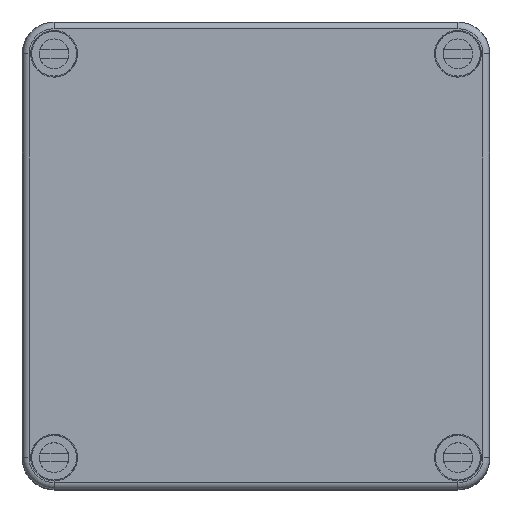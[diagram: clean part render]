
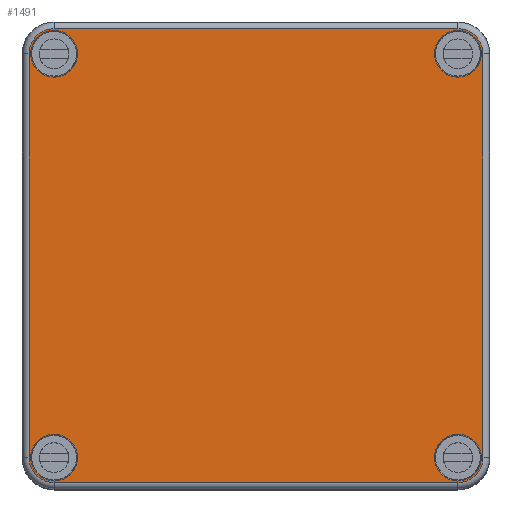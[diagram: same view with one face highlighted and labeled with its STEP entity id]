
A CAD part, top view. The second image highlights one B-rep face of the part: STEP entity #1491.
In plain terms, the highlighted planar face has unit normal (0, 0, 1).
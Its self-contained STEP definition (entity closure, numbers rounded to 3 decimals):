
#1491 = ADVANCED_FACE( '', ( #3201, #3202, #3203, #3204, #3205 ), #3206, .F. );
#3201 = FACE_BOUND( '', #5040, .T. );
#3202 = FACE_BOUND( '', #5041, .T. );
#3203 = FACE_BOUND( '', #5042, .T. );
#3204 = FACE_BOUND( '', #5043, .T. );
#3205 = FACE_OUTER_BOUND( '', #5044, .T. );
#3206 = PLANE( '', #5045 );
#5040 = EDGE_LOOP( '', ( #9071 ) );
#5041 = EDGE_LOOP( '', ( #9072 ) );
#5042 = EDGE_LOOP( '', ( #9073 ) );
#5043 = EDGE_LOOP( '', ( #9074 ) );
#5044 = EDGE_LOOP( '', ( #9075, #9076, #9077, #9078, #9079, #9080, #9081, #9082 ) );
#5045 = AXIS2_PLACEMENT_3D( '', #9083, #9084, #9085 );
#9071 = ORIENTED_EDGE( '', *, *, #11120, .F. );
#9072 = ORIENTED_EDGE( '', *, *, #11428, .F. );
#9073 = ORIENTED_EDGE( '', *, *, #11748, .F. );
#9074 = ORIENTED_EDGE( '', *, *, #11749, .F. );
#9075 = ORIENTED_EDGE( '', *, *, #11398, .T. );
#9076 = ORIENTED_EDGE( '', *, *, #11699, .F. );
#9077 = ORIENTED_EDGE( '', *, *, #10893, .T. );
#9078 = ORIENTED_EDGE( '', *, *, #11526, .T. );
#9079 = ORIENTED_EDGE( '', *, *, #11605, .F. );
#9080 = ORIENTED_EDGE( '', *, *, #10933, .T. );
#9081 = ORIENTED_EDGE( '', *, *, #10406, .F. );
#9082 = ORIENTED_EDGE( '', *, *, #10646, .F. );
#9083 = CARTESIAN_POINT( '', ( -53.382, 47.5, 15. ) );
#9084 = DIRECTION( '', ( 0., 0., -1. ) );
#9085 = DIRECTION( '', ( -1., 0., 0. ) );
#10406 = EDGE_CURVE( '', #12403, #12405, #12406, .T. );
#10646 = EDGE_CURVE( '', #12814, #12403, #12816, .T. );
#10893 = EDGE_CURVE( '', #13215, #13216, #13217, .T. );
#10933 = EDGE_CURVE( '', #13278, #12405, #13279, .T. );
#11120 = EDGE_CURVE( '', #13572, #13572, #13573, .T. );
#11398 = EDGE_CURVE( '', #12814, #13961, #13962, .T. );
#11428 = EDGE_CURVE( '', #13995, #13995, #13996, .T. );
#11526 = EDGE_CURVE( '', #13216, #14121, #14123, .T. );
#11605 = EDGE_CURVE( '', #13278, #14121, #14217, .T. );
#11699 = EDGE_CURVE( '', #13215, #13961, #14334, .T. );
#11748 = EDGE_CURVE( '', #14385, #14385, #14386, .T. );
#11749 = EDGE_CURVE( '', #14387, #14387, #14388, .T. );
#12403 = VERTEX_POINT( '', #15245 );
#12405 = VERTEX_POINT( '', #15247 );
#12406 = CIRCLE( '', #15248, 5.882 );
#12814 = VERTEX_POINT( '', #15781 );
#12816 = LINE( '', #15783, #15784 );
#13215 = VERTEX_POINT( '', #16280 );
#13216 = VERTEX_POINT( '', #16281 );
#13217 = CIRCLE( '', #16282, 5.882 );
#13278 = VERTEX_POINT( '', #16363 );
#13279 = LINE( '', #16364, #16365 );
#13572 = VERTEX_POINT( '', #16752 );
#13573 = CIRCLE( '', #16753, 5.5 );
#13961 = VERTEX_POINT( '', #17318 );
#13962 = CIRCLE( '', #17319, 5.882 );
#13995 = VERTEX_POINT( '', #17366 );
#13996 = CIRCLE( '', #17367, 5.5 );
#14121 = VERTEX_POINT( '', #17534 );
#14123 = LINE( '', #17536, #17537 );
#14217 = CIRCLE( '', #17660, 5.882 );
#14334 = LINE( '', #17812, #17813 );
#14385 = VERTEX_POINT( '', #17881 );
#14386 = CIRCLE( '', #17882, 5.5 );
#14387 = VERTEX_POINT( '', #17883 );
#14388 = CIRCLE( '', #17884, 5.5 );
#15245 = CARTESIAN_POINT( '', ( -47.5, -53.382, 15. ) );
#15247 = CARTESIAN_POINT( '', ( -53.382, -47.5, 15. ) );
#15248 = AXIS2_PLACEMENT_3D( '', #18477, #18478, #18479 );
#15781 = CARTESIAN_POINT( '', ( 47.5, -53.382, 15. ) );
#15783 = CARTESIAN_POINT( '', ( 47.5, -53.382, 15. ) );
#15784 = VECTOR( '', #18824, 1000. );
#16280 = CARTESIAN_POINT( '', ( 53.382, 47.5, 15. ) );
#16281 = CARTESIAN_POINT( '', ( 47.5, 53.382, 15. ) );
#16282 = AXIS2_PLACEMENT_3D( '', #19192, #19193, #19194 );
#16363 = CARTESIAN_POINT( '', ( -53.382, 47.5, 15. ) );
#16364 = CARTESIAN_POINT( '', ( -53.382, 47.5, 15. ) );
#16365 = VECTOR( '', #19251, 1000. );
#16752 = CARTESIAN_POINT( '', ( -42., -47.5, 15. ) );
#16753 = AXIS2_PLACEMENT_3D( '', #19529, #19530, #19531 );
#17318 = CARTESIAN_POINT( '', ( 53.382, -47.5, 15. ) );
#17319 = AXIS2_PLACEMENT_3D( '', #19872, #19873, #19874 );
#17366 = CARTESIAN_POINT( '', ( 53., -47.5, 15. ) );
#17367 = AXIS2_PLACEMENT_3D( '', #19898, #19899, #19900 );
#17534 = CARTESIAN_POINT( '', ( -47.5, 53.382, 15. ) );
#17536 = CARTESIAN_POINT( '', ( 47.5, 53.382, 15. ) );
#17537 = VECTOR( '', #20012, 1000. );
#17660 = AXIS2_PLACEMENT_3D( '', #20093, #20094, #20095 );
#17812 = CARTESIAN_POINT( '', ( 53.382, 47.5, 15. ) );
#17813 = VECTOR( '', #20197, 1000. );
#17881 = CARTESIAN_POINT( '', ( -42., 47.5, 15. ) );
#17882 = AXIS2_PLACEMENT_3D( '', #20233, #20234, #20235 );
#17883 = CARTESIAN_POINT( '', ( 53., 47.5, 15. ) );
#17884 = AXIS2_PLACEMENT_3D( '', #20236, #20237, #20238 );
#18477 = CARTESIAN_POINT( '', ( -47.5, -47.5, 15. ) );
#18478 = DIRECTION( '', ( 0., 0., -1. ) );
#18479 = DIRECTION( '', ( -1., 0., 0. ) );
#18824 = DIRECTION( '', ( -1., 0., 0. ) );
#19192 = CARTESIAN_POINT( '', ( 47.5, 47.5, 15. ) );
#19193 = DIRECTION( '', ( 0., 0., 1. ) );
#19194 = DIRECTION( '', ( 1., 0., 0. ) );
#19251 = DIRECTION( '', ( 0., -1., 0. ) );
#19529 = CARTESIAN_POINT( '', ( -47.5, -47.5, 15. ) );
#19530 = DIRECTION( '', ( 0., 0., 1. ) );
#19531 = DIRECTION( '', ( 1., 0., 0. ) );
#19872 = CARTESIAN_POINT( '', ( 47.5, -47.5, 15. ) );
#19873 = DIRECTION( '', ( 0., 0., 1. ) );
#19874 = DIRECTION( '', ( 1., 0., 0. ) );
#19898 = CARTESIAN_POINT( '', ( 47.5, -47.5, 15. ) );
#19899 = DIRECTION( '', ( 0., 0., 1. ) );
#19900 = DIRECTION( '', ( 1., 0., 0. ) );
#20012 = DIRECTION( '', ( -1., 0., 0. ) );
#20093 = CARTESIAN_POINT( '', ( -47.5, 47.5, 15. ) );
#20094 = DIRECTION( '', ( 0., 0., -1. ) );
#20095 = DIRECTION( '', ( -1., 0., 0. ) );
#20197 = DIRECTION( '', ( 0., -1., 0. ) );
#20233 = CARTESIAN_POINT( '', ( -47.5, 47.5, 15. ) );
#20234 = DIRECTION( '', ( 0., 0., 1. ) );
#20235 = DIRECTION( '', ( 1., 0., 0. ) );
#20236 = CARTESIAN_POINT( '', ( 47.5, 47.5, 15. ) );
#20237 = DIRECTION( '', ( 0., 0., 1. ) );
#20238 = DIRECTION( '', ( 1., 0., 0. ) );
